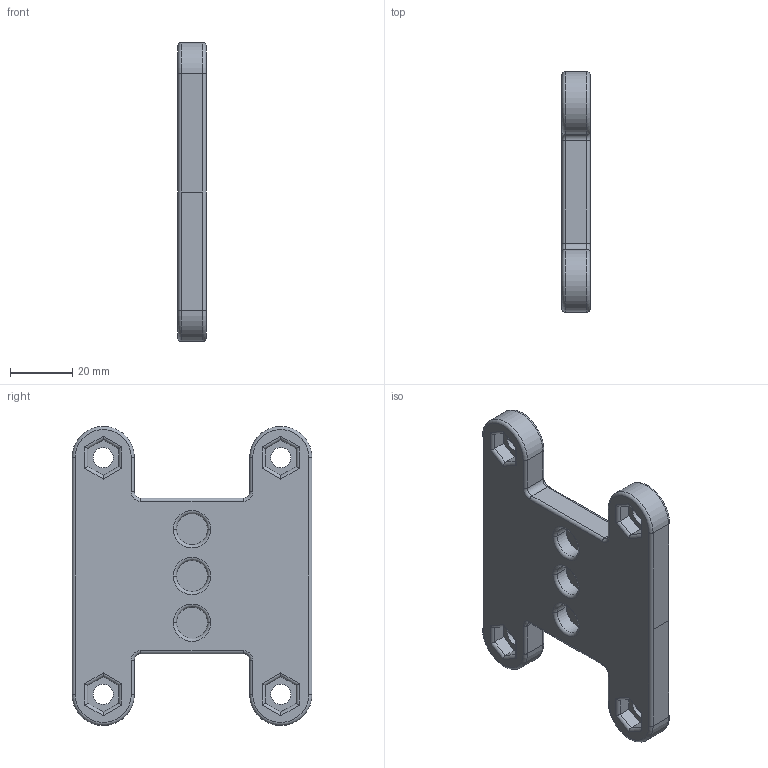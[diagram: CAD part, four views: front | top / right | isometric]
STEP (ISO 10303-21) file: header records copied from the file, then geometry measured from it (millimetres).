
FILE_DESCRIPTION(('CATIA V5 STEP Exchange'),'2;1');
FILE_NAME('BOSCHUNG_PUMP_FIX.stp','2023-11-17T13:32:49+00:00',('none'),('none'),'CATIA Unofficial Packaging Version SP3','CATIA V5 STEP AP203','none');
FILE_SCHEMA(('CONFIG_CONTROL_DESIGN'));
Length unit declared in the file: millimetre
Products named in the file (1): uu
Bounding box: 9 x 77 x 96 mm (x, y, z)
Volume: 46047.3 mm3; surface area: 15390.2 mm2
Topology: 1 solids, 1 shells, 135 faces, 308 edges, 182 vertices
Faces by surface type: cylinder 62, plane 43, torus 30
Entity records: 3646 total; most frequent: CARTESIAN_POINT 725, ORIENTED_EDGE 616, DIRECTION 512, EDGE_CURVE 308, AXIS2_PLACEMENT_3D 235, VERTEX_POINT 182, VECTOR 164, LINE 164
